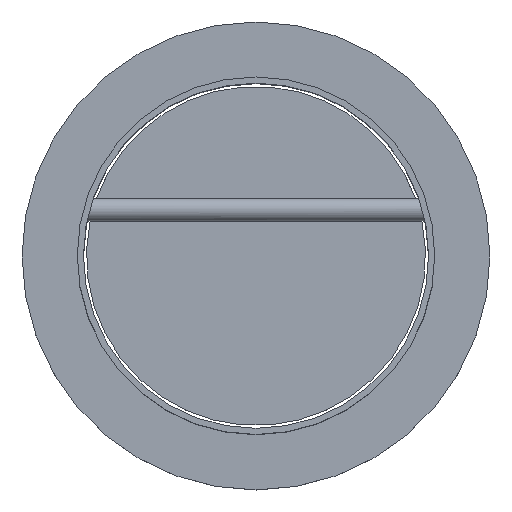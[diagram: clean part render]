
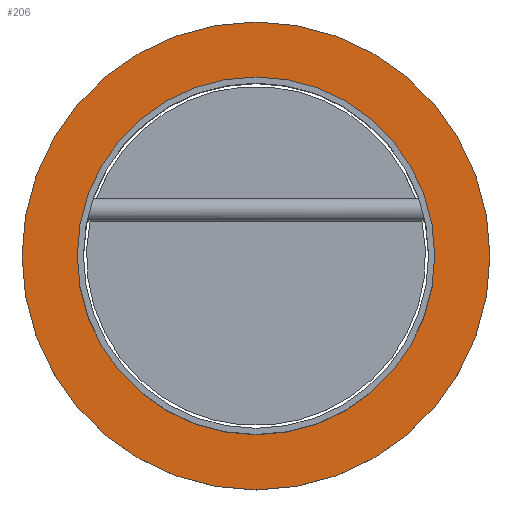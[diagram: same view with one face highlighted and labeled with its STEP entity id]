
A CAD part, top view. The second image highlights one B-rep face of the part: STEP entity #206.
In plain terms, the highlighted planar face has unit normal (0, 0, 1).
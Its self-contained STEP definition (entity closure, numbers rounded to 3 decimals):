
#120 = CIRCLE ( 'NONE', #557, 152.5 ) ;
#124 = CARTESIAN_POINT ( 'NONE',  ( 0., 152.5, 110. ) ) ;
#135 = DIRECTION ( 'NONE',  ( 0., 0., -1. ) ) ;
#146 = VERTEX_POINT ( 'NONE', #124 ) ;
#184 = DIRECTION ( 'NONE',  ( 0., -1., 0. ) ) ;
#185 = VERTEX_POINT ( 'NONE', #460 ) ;
#190 = CARTESIAN_POINT ( 'NONE',  ( 0., 152.5, 110. ) ) ;
#206 = ADVANCED_FACE ( 'NONE', ( #624, #413 ), #569, .T. ) ;
#221 = EDGE_CURVE ( 'NONE', #146, #146, #120, .T. ) ;
#227 = CARTESIAN_POINT ( 'NONE',  ( 0., 0., 110. ) ) ;
#237 = DIRECTION ( 'NONE',  ( 0., 1., 0. ) ) ;
#304 = AXIS2_PLACEMENT_3D ( 'NONE', #190, #568, #184 ) ;
#374 = DIRECTION ( 'NONE',  ( 0., 1., 0. ) ) ;
#413 = FACE_OUTER_BOUND ( 'NONE', #563, .T. ) ;
#415 = DIRECTION ( 'NONE',  ( 0., 0., -1. ) ) ;
#428 = CARTESIAN_POINT ( 'NONE',  ( 0., 0., 110. ) ) ;
#446 = ORIENTED_EDGE ( 'NONE', *, *, #497, .T. ) ;
#454 = EDGE_LOOP ( 'NONE', ( #446 ) ) ;
#458 = CIRCLE ( 'NONE', #553, 116.5 ) ;
#460 = CARTESIAN_POINT ( 'NONE',  ( 0., 116.5, 110. ) ) ;
#497 = EDGE_CURVE ( 'NONE', #185, #185, #458, .T. ) ;
#553 = AXIS2_PLACEMENT_3D ( 'NONE', #227, #415, #374 ) ;
#557 = AXIS2_PLACEMENT_3D ( 'NONE', #428, #135, #237 ) ;
#563 = EDGE_LOOP ( 'NONE', ( #597 ) ) ;
#568 = DIRECTION ( 'NONE',  ( 0., 0., 1. ) ) ;
#569 = PLANE ( 'NONE',  #304 ) ;
#597 = ORIENTED_EDGE ( 'NONE', *, *, #221, .F. ) ;
#624 = FACE_BOUND ( 'NONE', #454, .T. ) ;
